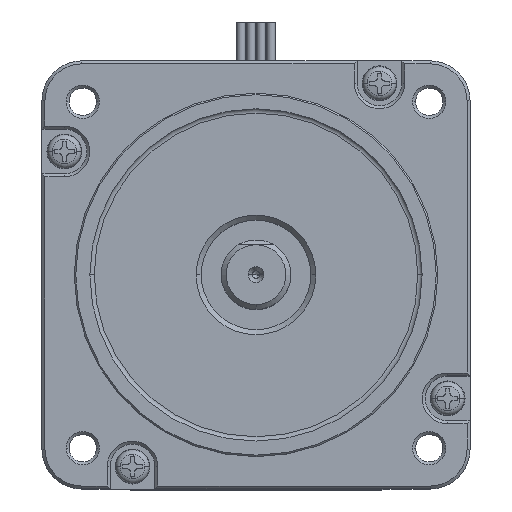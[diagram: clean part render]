
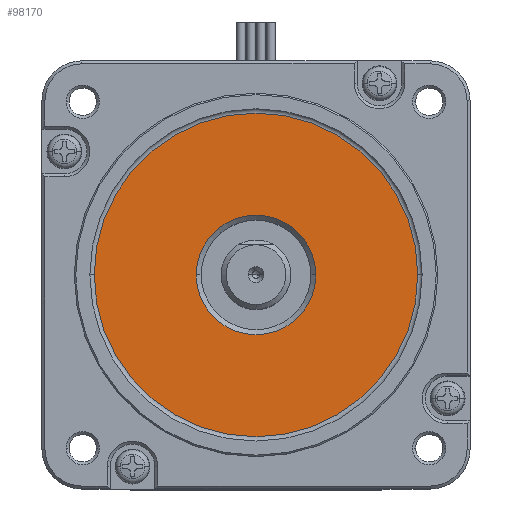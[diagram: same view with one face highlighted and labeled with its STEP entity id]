
A CAD part, top view. The second image highlights one B-rep face of the part: STEP entity #98170.
In plain terms, the highlighted planar face has unit normal (0, 0, 1).
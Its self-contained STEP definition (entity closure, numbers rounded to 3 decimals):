
#84450=CARTESIAN_POINT('',(32.5,0.,1.)
);
#84460=VERTEX_POINT('',#84450);
#84490=CARTESIAN_POINT('',(0.,0.,1.));
#84500=DIRECTION('',(0.,0.,1.));
#84510=DIRECTION('',(1.,0.,-0.));
#84520=AXIS2_PLACEMENT_3D('',#84490,#84500,#84510);
#84530=CIRCLE('',#84520,32.5);
#84540=CARTESIAN_POINT('',(-32.5,0.,1.
));
#84550=VERTEX_POINT('',#84540);
#84560=EDGE_CURVE('',#84460,#84550,#84530,.T.);
#97920=CARTESIAN_POINT('',(-32.89,-32.89,1.));
#97930=DIRECTION('',(0.,0.,1.));
#97940=DIRECTION('',(1.,0.,-0.));
#97950=AXIS2_PLACEMENT_3D('',#97920,#97930,#97940);
#97960=PLANE('',#97950);
#97970=ORIENTED_EDGE('',*,*,#84560,.T.);
#97980=EDGE_CURVE('',#84550,#84460,#84530,.T.);
#97990=ORIENTED_EDGE('',*,*,#97980,.T.);
#98000=EDGE_LOOP('',(#97990,#97970));
#98010=FACE_OUTER_BOUND('',#98000,.T.);
#98020=CARTESIAN_POINT('',(0.,0.,1.
));
#98030=DIRECTION('',(-0.,-0.,-1.));
#98040=DIRECTION('',(1.,0.,0.));
#98050=AXIS2_PLACEMENT_3D('',#98020,#98030,#98040);
#98060=CIRCLE('',#98050,12.);
#98070=CARTESIAN_POINT('',(12.,0.,1.));
#98080=VERTEX_POINT('',#98070);
#98090=CARTESIAN_POINT('',(-12.,0.,1.));
#98100=VERTEX_POINT('',#98090);
#98110=EDGE_CURVE('',#98080,#98100,#98060,.T.);
#98120=ORIENTED_EDGE('',*,*,#98110,.T.);
#98130=EDGE_CURVE('',#98100,#98080,#98060,.T.);
#98140=ORIENTED_EDGE('',*,*,#98130,.T.);
#98150=EDGE_LOOP('',(#98140,#98120));
#98160=FACE_BOUND('',#98150,.T.);
#98170=ADVANCED_FACE('',(#98010,#98160),#97960,.T.);
